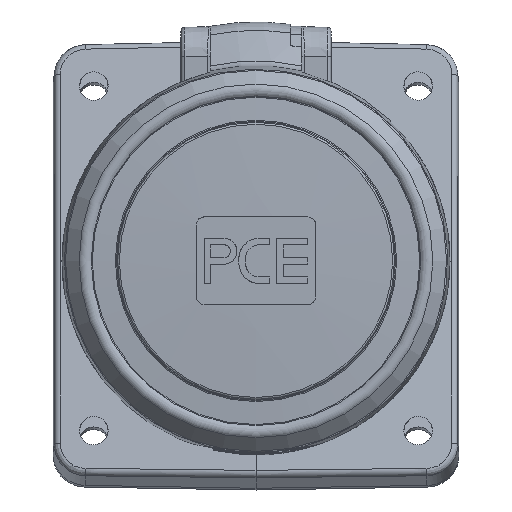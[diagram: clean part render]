
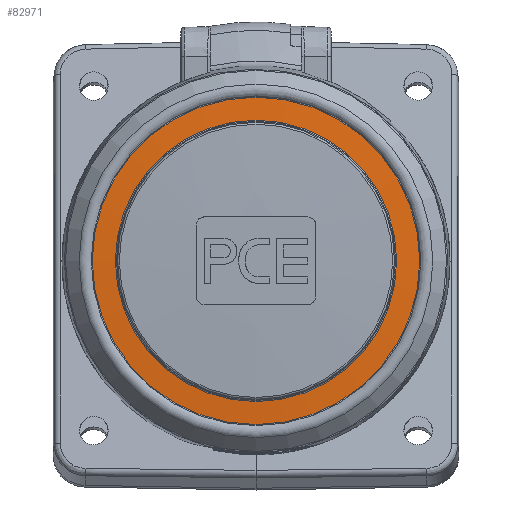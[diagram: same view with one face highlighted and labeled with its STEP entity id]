
A CAD part, top view. The second image highlights one B-rep face of the part: STEP entity #82971.
In plain terms, the highlighted spherical face has radius 628.234 mm.
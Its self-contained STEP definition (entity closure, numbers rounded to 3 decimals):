
#3458 = EDGE_CURVE ( 'NONE', #64836, #64836, #81564, .T. ) ;
#5238 = CIRCLE ( 'NONE', #72145, 40.378 ) ;
#6225 = CARTESIAN_POINT ( 'NONE',  ( 0., 0., 7.501 ) ) ;
#6373 = FACE_OUTER_BOUND ( 'NONE', #50623, .T. ) ;
#8471 = FACE_OUTER_BOUND ( 'NONE', #54715, .T. ) ;
#12887 = DIRECTION ( 'NONE',  ( -1., 0., 0. ) ) ;
#18106 = ORIENTED_EDGE ( 'NONE', *, *, #23704, .T. ) ;
#22698 = VERTEX_POINT ( 'NONE', #68813 ) ;
#23704 = EDGE_CURVE ( 'NONE', #22698, #22698, #5238, .T. ) ;
#23799 = CARTESIAN_POINT ( 'NONE',  ( 0., 0., -619.434 ) ) ;
#23928 = SPHERICAL_SURFACE ( 'NONE', #56872, 628.234 ) ;
#28576 = DIRECTION ( 'NONE',  ( -1., 0., 0. ) ) ;
#28671 = DIRECTION ( 'NONE',  ( 0., 0., 1. ) ) ;
#28776 = CARTESIAN_POINT ( 'NONE',  ( 0., 0., 7.841 ) ) ;
#34904 = ORIENTED_EDGE ( 'NONE', *, *, #3458, .F. ) ;
#48451 = AXIS2_PLACEMENT_3D ( 'NONE', #28776, #28671, #28576 ) ;
#50623 = EDGE_LOOP ( 'NONE', ( #34904 ) ) ;
#52394 = DIRECTION ( 'NONE',  ( 0., 0., 1. ) ) ;
#54715 = EDGE_LOOP ( 'NONE', ( #18106 ) ) ;
#56872 = AXIS2_PLACEMENT_3D ( 'NONE', #23799, #69894, #76561 ) ;
#64836 = VERTEX_POINT ( 'NONE', #81546 ) ;
#68813 = CARTESIAN_POINT ( 'NONE',  ( -40.378, 0., 7.501 ) ) ;
#69894 = DIRECTION ( 'NONE',  ( -1., 0., 0. ) ) ;
#72145 = AXIS2_PLACEMENT_3D ( 'NONE', #6225, #52394, #12887 ) ;
#76561 = DIRECTION ( 'NONE',  ( 0., 1., 0. ) ) ;
#81546 = CARTESIAN_POINT ( 'NONE',  ( -34.693, 0., 7.841 ) ) ;
#81564 = CIRCLE ( 'NONE', #48451, 34.693 ) ;
#82971 = ADVANCED_FACE ( 'NONE', ( #6373, #8471 ), #23928, .T. ) ;
